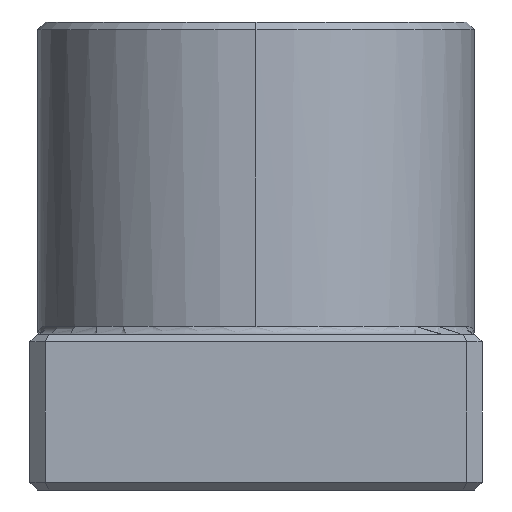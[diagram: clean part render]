
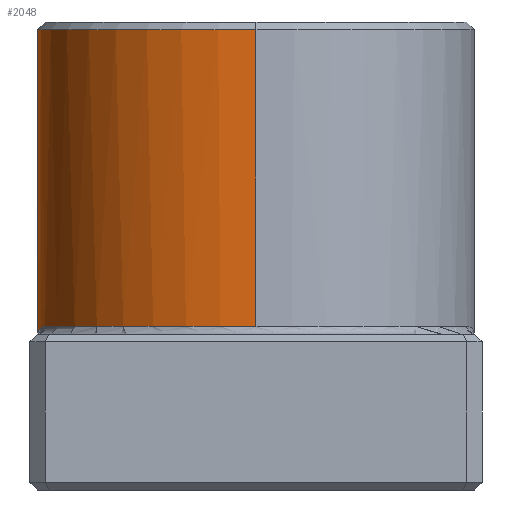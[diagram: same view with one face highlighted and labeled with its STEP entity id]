
A CAD part, left-side view. The second image highlights one B-rep face of the part: STEP entity #2048.
In plain terms, the highlighted cylindrical face has radius 28 mm (diameter 56 mm), a partial arc.
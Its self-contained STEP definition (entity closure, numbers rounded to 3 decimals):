
#28 = CARTESIAN_POINT ( 'NONE',  ( 0., 0., 21. ) ) ;
#98 = EDGE_LOOP ( 'NONE', ( #3324, #2740, #2697, #2340, #658, #2485, #1445 ) ) ;
#123 = VECTOR ( 'NONE', #867, 1000. ) ;
#161 = CARTESIAN_POINT ( 'NONE',  ( 1.529, 27.96, 20.291 ) ) ;
#176 = AXIS2_PLACEMENT_3D ( 'NONE', #3043, #3066, #3281 ) ;
#382 = VECTOR ( 'NONE', #1528, 1000. ) ;
#390 = VERTEX_POINT ( 'NONE', #1812 ) ;
#407 = CARTESIAN_POINT ( 'NONE',  ( 2.446, 27.9, 20.46 ) ) ;
#501 = CARTESIAN_POINT ( 'NONE',  ( -28., 0., 59. ) ) ;
#505 = CARTESIAN_POINT ( 'NONE',  ( -4.873, 27.58, 20.837 ) ) ;
#533 = CARTESIAN_POINT ( 'NONE',  ( -6.081, 27.339, 20.959 ) ) ;
#552 = CARTESIAN_POINT ( 'NONE',  ( -6.685, 27.198, 21. ) ) ;
#576 = CIRCLE ( 'NONE', #2351, 28. ) ;
#580 = CARTESIAN_POINT ( 'NONE',  ( 3.054, 27.84, 20.566 ) ) ;
#600 = CARTESIAN_POINT ( 'NONE',  ( -7.289, 27.034, 21. ) ) ;
#648 = CARTESIAN_POINT ( 'NONE',  ( 28., 0., 21. ) ) ;
#658 = ORIENTED_EDGE ( 'NONE', *, *, #1514, .T. ) ;
#687 = AXIS2_PLACEMENT_3D ( 'NONE', #3076, #2817, #2748 ) ;
#738 = EDGE_CURVE ( 'NONE', #2375, #769, #1752, .T. ) ;
#769 = VERTEX_POINT ( 'NONE', #2312 ) ;
#800 = EDGE_CURVE ( 'NONE', #889, #2142, #576, .T. ) ;
#803 = B_SPLINE_CURVE_WITH_KNOTS ( 'NONE', 3,
 ( #1877, #2588, #2923, #1599, #505, #533, #552, #600 ),
 .UNSPECIFIED., .F., .F.,
 ( 4, 2, 2, 4 ),
 ( 0., 0.004, 0.006, 0.007 ),
 .UNSPECIFIED. ) ;
#833 = CARTESIAN_POINT ( 'NONE',  ( 7.289, 27.034, 21. ) ) ;
#867 = DIRECTION ( 'NONE',  ( 0., 0., -1. ) ) ;
#876 = CARTESIAN_POINT ( 'NONE',  ( 4.268, 27.68, 20.755 ) ) ;
#889 = VERTEX_POINT ( 'NONE', #648 ) ;
#898 = CARTESIAN_POINT ( 'NONE',  ( 6.081, 27.339, 20.959 ) ) ;
#1117 = FACE_OUTER_BOUND ( 'NONE', #98, .T. ) ;
#1118 = CARTESIAN_POINT ( 'NONE',  ( 28., 0., 60. ) ) ;
#1159 = CIRCLE ( 'NONE', #176, 28. ) ;
#1276 = CARTESIAN_POINT ( 'NONE',  ( -28., 0., 60. ) ) ;
#1348 = CARTESIAN_POINT ( 'NONE',  ( 1.223, 27.975, 20.234 ) ) ;
#1400 = CARTESIAN_POINT ( 'NONE',  ( 0.611, 27.995, 20.118 ) ) ;
#1427 = CARTESIAN_POINT ( 'NONE',  ( 0.304, 28., 20.058 ) ) ;
#1445 = ORIENTED_EDGE ( 'NONE', *, *, #738, .F. ) ;
#1446 = CARTESIAN_POINT ( 'NONE',  ( 0., 28., 20. ) ) ;
#1514 = EDGE_CURVE ( 'NONE', #3339, #390, #803, .T. ) ;
#1528 = DIRECTION ( 'NONE',  ( 0., 0., -1. ) ) ;
#1599 = CARTESIAN_POINT ( 'NONE',  ( -4.268, 27.68, 20.755 ) ) ;
#1695 = CIRCLE ( 'NONE', #687, 28. ) ;
#1752 = LINE ( 'NONE', #1276, #382 ) ;
#1812 = CARTESIAN_POINT ( 'NONE',  ( -7.289, 27.034, 21. ) ) ;
#1815 = EDGE_CURVE ( 'NONE', #2375, #2228, #1159, .T. ) ;
#1849 = EDGE_CURVE ( 'NONE', #390, #769, #1695, .T. ) ;
#1877 = CARTESIAN_POINT ( 'NONE',  ( 0., 28., 20. ) ) ;
#1941 = CARTESIAN_POINT ( 'NONE',  ( 0., 28., 20. ) ) ;
#2023 = DIRECTION ( 'NONE',  ( 1., 0., 0. ) ) ;
#2048 = ADVANCED_FACE ( 'NONE', ( #1117 ), #3042, .T. ) ;
#2103 = LINE ( 'NONE', #1118, #123 ) ;
#2142 = VERTEX_POINT ( 'NONE', #833 ) ;
#2228 = VERTEX_POINT ( 'NONE', #2454 ) ;
#2260 = CARTESIAN_POINT ( 'NONE',  ( 4.873, 27.58, 20.837 ) ) ;
#2268 = CARTESIAN_POINT ( 'NONE',  ( 0., 0., 60. ) ) ;
#2312 = CARTESIAN_POINT ( 'NONE',  ( -28., 0., 21. ) ) ;
#2340 = ORIENTED_EDGE ( 'NONE', *, *, #2444, .T. ) ;
#2351 = AXIS2_PLACEMENT_3D ( 'NONE', #28, #3021, #2023 ) ;
#2375 = VERTEX_POINT ( 'NONE', #501 ) ;
#2418 = CARTESIAN_POINT ( 'NONE',  ( 6.685, 27.198, 21. ) ) ;
#2444 = EDGE_CURVE ( 'NONE', #2142, #3339, #2879, .T. ) ;
#2454 = CARTESIAN_POINT ( 'NONE',  ( 28., 0., 59. ) ) ;
#2467 = AXIS2_PLACEMENT_3D ( 'NONE', #2268, #3071, #3335 ) ;
#2485 = ORIENTED_EDGE ( 'NONE', *, *, #1849, .T. ) ;
#2588 = CARTESIAN_POINT ( 'NONE',  ( -1.223, 28., 20.235 ) ) ;
#2630 = CARTESIAN_POINT ( 'NONE',  ( 7.289, 27.034, 21. ) ) ;
#2697 = ORIENTED_EDGE ( 'NONE', *, *, #800, .T. ) ;
#2740 = ORIENTED_EDGE ( 'NONE', *, *, #3214, .T. ) ;
#2748 = DIRECTION ( 'NONE',  ( 1., 0., 0. ) ) ;
#2817 = DIRECTION ( 'NONE',  ( 0., 0., 1. ) ) ;
#2879 = B_SPLINE_CURVE_WITH_KNOTS ( 'NONE', 3,
 ( #2630, #2418, #898, #2260, #876, #580, #407, #161, #1348, #1400, #1427, #1446 ),
 .UNSPECIFIED., .F., .F.,
 ( 4, 2, 2, 2, 2, 4 ),
 ( 0., 0.002, 0.004, 0.006, 0.006, 0.007 ),
 .UNSPECIFIED. ) ;
#2923 = CARTESIAN_POINT ( 'NONE',  ( -2.448, 27.92, 20.472 ) ) ;
#3021 = DIRECTION ( 'NONE',  ( 0., 0., 1. ) ) ;
#3042 = CYLINDRICAL_SURFACE ( 'NONE', #2467, 28. ) ;
#3043 = CARTESIAN_POINT ( 'NONE',  ( 0., 0., 59. ) ) ;
#3066 = DIRECTION ( 'NONE',  ( 0., 0., -1. ) ) ;
#3071 = DIRECTION ( 'NONE',  ( 0., 0., -1. ) ) ;
#3076 = CARTESIAN_POINT ( 'NONE',  ( 0., 0., 21. ) ) ;
#3214 = EDGE_CURVE ( 'NONE', #2228, #889, #2103, .T. ) ;
#3281 = DIRECTION ( 'NONE',  ( 1., 0., 0. ) ) ;
#3324 = ORIENTED_EDGE ( 'NONE', *, *, #1815, .T. ) ;
#3335 = DIRECTION ( 'NONE',  ( -1., 0., 0. ) ) ;
#3339 = VERTEX_POINT ( 'NONE', #1941 ) ;
